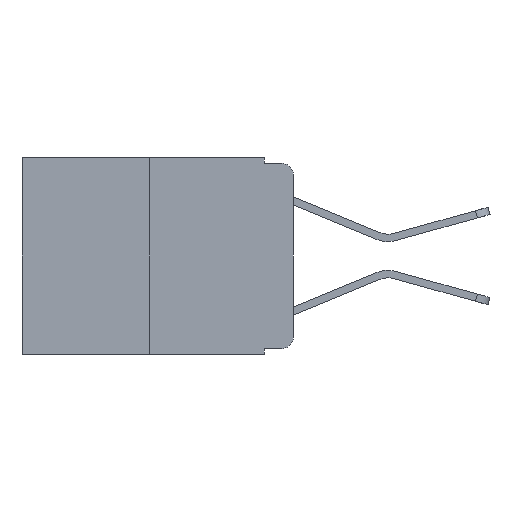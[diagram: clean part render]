
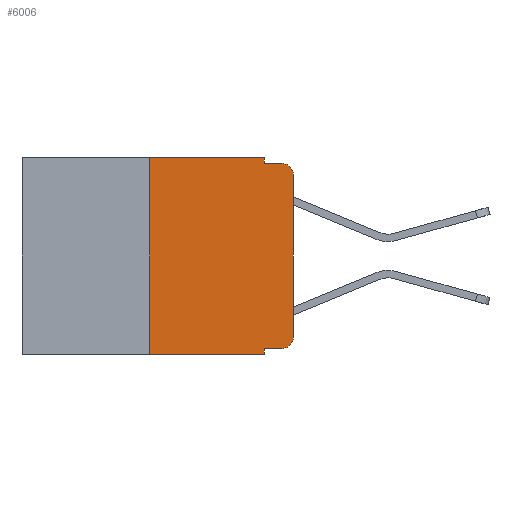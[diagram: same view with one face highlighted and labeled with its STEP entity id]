
A CAD part, left-side view. The second image highlights one B-rep face of the part: STEP entity #6006.
In plain terms, the highlighted planar face has unit normal (-1, 0, 0).
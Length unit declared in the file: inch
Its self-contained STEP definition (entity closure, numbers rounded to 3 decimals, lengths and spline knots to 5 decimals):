
#210 = LINE ( 'NONE', #2642, #3063 ) ;
#596 = ORIENTED_EDGE ( 'NONE', *, *, #4431, .F. ) ;
#818 = CARTESIAN_POINT ( 'NONE',  ( 0., 0.02, -0.333 ) ) ;
#1230 = ORIENTED_EDGE ( 'NONE', *, *, #9823, .F. ) ;
#1280 = CARTESIAN_POINT ( 'NONE',  ( 0., 0.051, -0.01 ) ) ;
#1284 = DIRECTION ( 'NONE',  ( 0., -1., 0. ) ) ;
#1903 = DIRECTION ( 'NONE',  ( 0., 0., -1. ) ) ;
#1909 = ORIENTED_EDGE ( 'NONE', *, *, #10168, .F. ) ;
#2031 = EDGE_CURVE ( 'NONE', #8127, #11087, #9382, .T. ) ;
#2073 = CARTESIAN_POINT ( 'NONE',  ( 0., 0.051, -0.333 ) ) ;
#2093 = ORIENTED_EDGE ( 'NONE', *, *, #2031, .T. ) ;
#2570 = CARTESIAN_POINT ( 'NONE',  ( 0., 0.051, 0. ) ) ;
#2642 = CARTESIAN_POINT ( 'NONE',  ( 0., 0.25, 0. ) ) ;
#3025 = ORIENTED_EDGE ( 'NONE', *, *, #3140, .T. ) ;
#3063 = VECTOR ( 'NONE', #13769, 39.37008 ) ;
#3140 = EDGE_CURVE ( 'NONE', #11884, #10293, #16790, .T. ) ;
#3346 = CARTESIAN_POINT ( 'NONE',  ( 0., 0.051, -0.333 ) ) ;
#3451 = FACE_OUTER_BOUND ( 'NONE', #15962, .T. ) ;
#3503 = LINE ( 'NONE', #17753, #10492 ) ;
#3532 = AXIS2_PLACEMENT_3D ( 'NONE', #15576, #8489, #11773 ) ;
#3797 = VECTOR ( 'NONE', #17329, 39.37008 ) ;
#3822 = CARTESIAN_POINT ( 'NONE',  ( 0., 0.051, -0.01 ) ) ;
#3843 = DIRECTION ( 'NONE',  ( 0., -1., 0. ) ) ;
#4132 = CARTESIAN_POINT ( 'NONE',  ( 0., 0.02, -0.01 ) ) ;
#4431 = EDGE_CURVE ( 'NONE', #11803, #7782, #7554, .T. ) ;
#5041 = VECTOR ( 'NONE', #1903, 39.37008 ) ;
#5464 = CARTESIAN_POINT ( 'NONE',  ( 0., 0.25, 0. ) ) ;
#5966 = VERTEX_POINT ( 'NONE', #14898 ) ;
#6006 = ADVANCED_FACE ( 'NONE', ( #3451 ), #17483, .F. ) ;
#6204 = CARTESIAN_POINT ( 'NONE',  ( 0., 0.25, -0.343 ) ) ;
#6705 = CIRCLE ( 'NONE', #10220, 0.02 ) ;
#7029 = CARTESIAN_POINT ( 'NONE',  ( 0., 0.02, -0.313 ) ) ;
#7462 = CARTESIAN_POINT ( 'NONE',  ( 0., 0.051, 0. ) ) ;
#7554 = LINE ( 'NONE', #1280, #3797 ) ;
#7782 = VERTEX_POINT ( 'NONE', #4132 ) ;
#8003 = VERTEX_POINT ( 'NONE', #7462 ) ;
#8127 = VERTEX_POINT ( 'NONE', #2073 ) ;
#8183 = AXIS2_PLACEMENT_3D ( 'NONE', #16485, #8293, #17812 ) ;
#8290 = EDGE_CURVE ( 'NONE', #8127, #5966, #14442, .T. ) ;
#8293 = DIRECTION ( 'NONE',  ( -1., 0., 0. ) ) ;
#8459 = DIRECTION ( 'NONE',  ( 0., 0., -1. ) ) ;
#8489 = DIRECTION ( 'NONE',  ( 1., 0., 0. ) ) ;
#9235 = LINE ( 'NONE', #14388, #5041 ) ;
#9382 = LINE ( 'NONE', #3346, #12612 ) ;
#9551 = VECTOR ( 'NONE', #17121, 39.37008 ) ;
#9578 = DIRECTION ( 'NONE',  ( 0., 0., -1. ) ) ;
#9587 = CARTESIAN_POINT ( 'NONE',  ( 0., 0., -0.313 ) ) ;
#9823 = EDGE_CURVE ( 'NONE', #8003, #11803, #9235, .T. ) ;
#9830 = ORIENTED_EDGE ( 'NONE', *, *, #8290, .F. ) ;
#10162 = EDGE_CURVE ( 'NONE', #17744, #8003, #3503, .T. ) ;
#10168 = EDGE_CURVE ( 'NONE', #15032, #17744, #210, .T. ) ;
#10220 = AXIS2_PLACEMENT_3D ( 'NONE', #7029, #16634, #8459 ) ;
#10255 = VECTOR ( 'NONE', #1284, 39.37008 ) ;
#10267 = ORIENTED_EDGE ( 'NONE', *, *, #17206, .T. ) ;
#10293 = VERTEX_POINT ( 'NONE', #12645 ) ;
#10492 = VECTOR ( 'NONE', #11018, 39.37008 ) ;
#10665 = LINE ( 'NONE', #15124, #10255 ) ;
#11018 = DIRECTION ( 'NONE',  ( 0., -1., 0. ) ) ;
#11087 = VERTEX_POINT ( 'NONE', #818 ) ;
#11773 = DIRECTION ( 'NONE',  ( 0., 0., -1. ) ) ;
#11803 = VERTEX_POINT ( 'NONE', #3822 ) ;
#11884 = VERTEX_POINT ( 'NONE', #9587 ) ;
#11898 = EDGE_CURVE ( 'NONE', #10293, #7782, #14327, .T. ) ;
#12612 = VECTOR ( 'NONE', #3843, 39.37008 ) ;
#12645 = CARTESIAN_POINT ( 'NONE',  ( 0., 0., -0.03 ) ) ;
#13255 = ORIENTED_EDGE ( 'NONE', *, *, #11898, .T. ) ;
#13769 = DIRECTION ( 'NONE',  ( 0., 0., 1. ) ) ;
#14014 = VECTOR ( 'NONE', #9578, 39.37008 ) ;
#14327 = CIRCLE ( 'NONE', #8183, 0.02 ) ;
#14388 = CARTESIAN_POINT ( 'NONE',  ( 0., 0.051, 0. ) ) ;
#14442 = LINE ( 'NONE', #2570, #14014 ) ;
#14898 = CARTESIAN_POINT ( 'NONE',  ( 0., 0.051, -0.343 ) ) ;
#15032 = VERTEX_POINT ( 'NONE', #6204 ) ;
#15124 = CARTESIAN_POINT ( 'NONE',  ( 0., 0.473, -0.343 ) ) ;
#15375 = ORIENTED_EDGE ( 'NONE', *, *, #10162, .F. ) ;
#15576 = CARTESIAN_POINT ( 'NONE',  ( 0., 0.473, 0. ) ) ;
#15962 = EDGE_LOOP ( 'NONE', ( #3025, #13255, #596, #1230, #15375, #1909, #15975, #9830, #2093, #10267 ) ) ;
#15975 = ORIENTED_EDGE ( 'NONE', *, *, #16522, .T. ) ;
#16485 = CARTESIAN_POINT ( 'NONE',  ( 0., 0.02, -0.03 ) ) ;
#16522 = EDGE_CURVE ( 'NONE', #15032, #5966, #10665, .T. ) ;
#16634 = DIRECTION ( 'NONE',  ( -1., 0., 0. ) ) ;
#16790 = LINE ( 'NONE', #17380, #9551 ) ;
#17121 = DIRECTION ( 'NONE',  ( 0., 0., 1. ) ) ;
#17206 = EDGE_CURVE ( 'NONE', #11087, #11884, #6705, .T. ) ;
#17329 = DIRECTION ( 'NONE',  ( 0., -1., 0. ) ) ;
#17380 = CARTESIAN_POINT ( 'NONE',  ( 0., 0., 0. ) ) ;
#17483 = PLANE ( 'NONE',  #3532 ) ;
#17744 = VERTEX_POINT ( 'NONE', #5464 ) ;
#17753 = CARTESIAN_POINT ( 'NONE',  ( 0., 0.473, 0. ) ) ;
#17812 = DIRECTION ( 'NONE',  ( 0., 0., -1. ) ) ;
